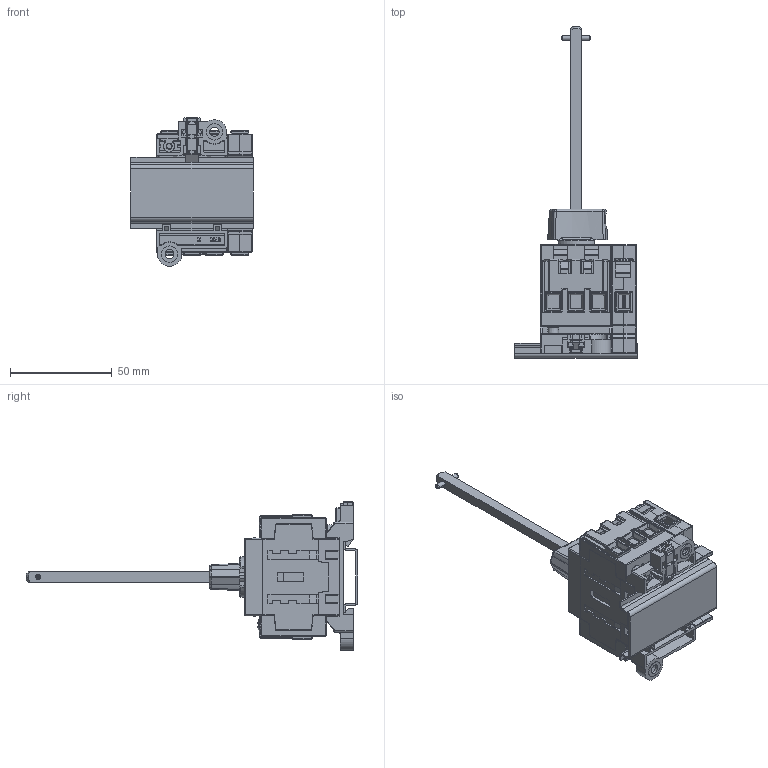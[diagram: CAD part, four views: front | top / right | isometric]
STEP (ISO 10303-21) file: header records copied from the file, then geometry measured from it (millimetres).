
FILE_DESCRIPTION((''),'2;1');
FILE_NAME('DS324B_3D_SW0001','2015-06-19T',('mangiapr'),(''),'PRO/ENGINEER BY PARAMETRIC TECHNOLOGY CORPORATION, 2011080','PRO/ENGINEER BY PARAMETRIC TECHNOLOGY CORPORATION, 2011080','');
FILE_SCHEMA(('CONFIG_CONTROL_DESIGN'));
Products named in the file (1): DS324B_3D_SW0001
Bounding box: 60 x 163 x 73 mm (x, y, z)
Volume: 112286.9 mm3; surface area: 67070.8 mm2
Topology: 6 solids, 6 shells, 4476 faces, 12251 edges, 7797 vertices
Faces by surface type: plane 2897, cylinder 970, bspline 188, torus 156, sphere 126, cone 85, extrusion 54
Entity records: 153932 total; most frequent: CARTESIAN_POINT 42103, ORIENTED_EDGE 24502, DIRECTION 21544, EDGE_CURVE 12251, VECTOR 9140, LINE 9086, VERTEX_POINT 7797, AXIS2_PLACEMENT_3D 6202
